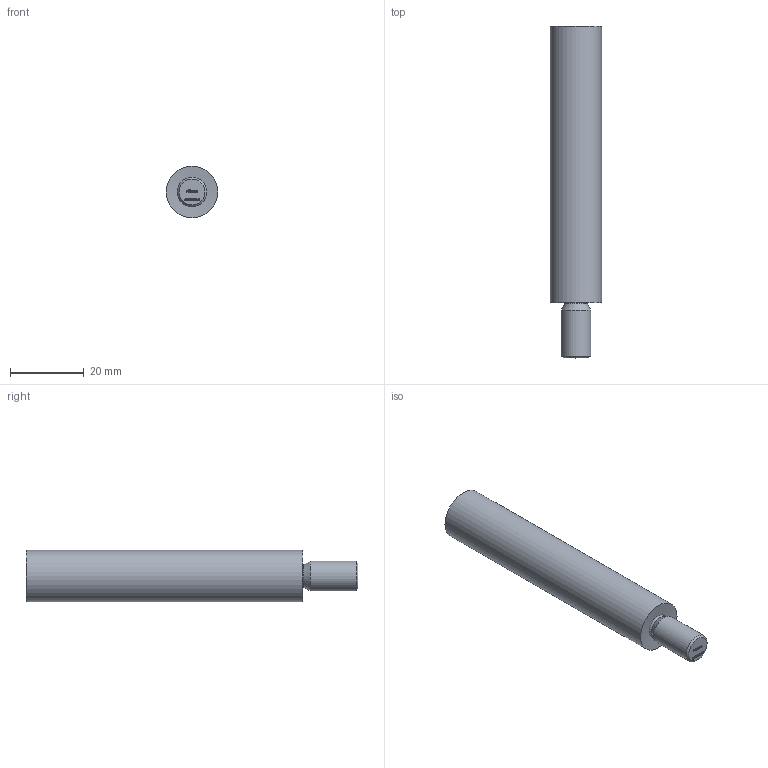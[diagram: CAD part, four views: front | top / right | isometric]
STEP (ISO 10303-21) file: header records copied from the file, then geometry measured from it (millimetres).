
FILE_DESCRIPTION (( 'STEP AP203' ), '1' );
FILE_NAME ('50237-240-75.step', '2023-09-15T08:00:11', ( '' ), ( '' ), 'SwSTEP 2.0', 'SolidWorks 2018', '' );
FILE_SCHEMA (( 'CONFIG_CONTROL_DESIGN' ));
Length unit declared in the file: millimetre
Products named in the file (1): 50237-240-75
Bounding box: 14 x 90 x 14 mm (x, y, z)
Volume: 12251.5 mm3; surface area: 4005.4 mm2
Topology: 1 solids, 1 shells, 256 faces, 679 edges, 451 vertices
Faces by surface type: plane 142, bspline 108, cone 3, cylinder 2, torus 1
Full cylindrical faces by diameter (mm): 8 x1, 14 x1
Entity records: 13921 total; most frequent: CARTESIAN_POINT 8241, ORIENTED_EDGE 1346, DIRECTION 762, EDGE_CURVE 673, VERTEX_POINT 451, VECTOR 450, LINE 450, EDGE_LOOP 288
